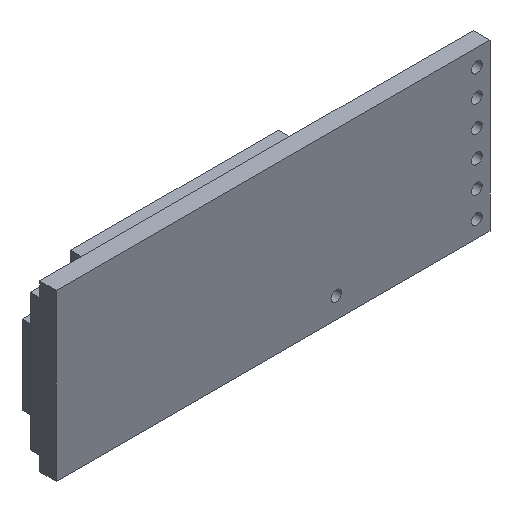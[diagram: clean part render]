
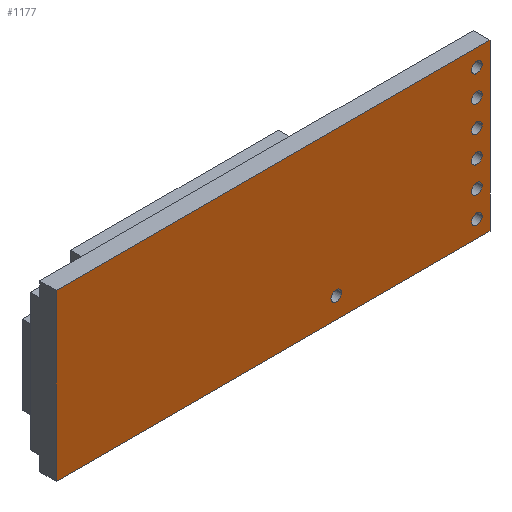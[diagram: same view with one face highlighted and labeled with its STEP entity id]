
A CAD part, isometric view. The second image highlights one B-rep face of the part: STEP entity #1177.
In plain terms, the highlighted planar face has unit normal (0, -1, 0).
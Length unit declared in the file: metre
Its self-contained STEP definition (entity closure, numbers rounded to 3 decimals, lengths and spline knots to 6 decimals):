
#188=DIRECTION('',(0.,0.,-1.));
#189=VECTOR('',#188,15.9808);
#190=CARTESIAN_POINT('',(-20.94445,-1.6256,7.9904));
#191=LINE('',#190,#189);
#192=DIRECTION('',(-1.,0.,0.));
#193=VECTOR('',#192,41.8889);
#194=CARTESIAN_POINT('',(20.94445,-1.6256,7.9904));
#195=LINE('',#194,#193);
#196=DIRECTION('',(0.,0.,1.));
#197=VECTOR('',#196,15.9808);
#198=CARTESIAN_POINT('',(20.94445,-1.6256,-7.9904));
#199=LINE('',#198,#197);
#200=DIRECTION('',(1.,0.,0.));
#201=VECTOR('',#200,41.8889);
#202=CARTESIAN_POINT('',(-20.94445,-1.6256,-7.9904));
#203=LINE('',#202,#201);
#204=CARTESIAN_POINT('',(19.6744,-1.6256,-6.3393));
#205=DIRECTION('',(0.,1.,0.));
#206=DIRECTION('',(1.,0.,0.));
#207=AXIS2_PLACEMENT_3D('',#204,#205,#206);
#209=CARTESIAN_POINT('',(19.6744,-1.6256,-6.3393));
#210=DIRECTION('',(0.,1.,0.));
#211=DIRECTION('',(-1.,0.,0.));
#212=AXIS2_PLACEMENT_3D('',#209,#210,#211);
#214=CARTESIAN_POINT('',(19.6744,-1.6256,-3.7993));
#215=DIRECTION('',(0.,1.,0.));
#216=DIRECTION('',(1.,0.,0.));
#217=AXIS2_PLACEMENT_3D('',#214,#215,#216);
#219=CARTESIAN_POINT('',(19.6744,-1.6256,-3.7993));
#220=DIRECTION('',(0.,1.,0.));
#221=DIRECTION('',(-1.,0.,0.));
#222=AXIS2_PLACEMENT_3D('',#219,#220,#221);
#224=CARTESIAN_POINT('',(19.6744,-1.6256,-1.2593));
#225=DIRECTION('',(0.,1.,0.));
#226=DIRECTION('',(1.,0.,0.));
#227=AXIS2_PLACEMENT_3D('',#224,#225,#226);
#229=CARTESIAN_POINT('',(19.6744,-1.6256,-1.2593));
#230=DIRECTION('',(0.,1.,0.));
#231=DIRECTION('',(-1.,0.,0.));
#232=AXIS2_PLACEMENT_3D('',#229,#230,#231);
#234=CARTESIAN_POINT('',(19.6744,-1.6256,1.2807));
#235=DIRECTION('',(0.,1.,0.));
#236=DIRECTION('',(1.,0.,0.));
#237=AXIS2_PLACEMENT_3D('',#234,#235,#236);
#239=CARTESIAN_POINT('',(19.6744,-1.6256,1.2807));
#240=DIRECTION('',(0.,1.,0.));
#241=DIRECTION('',(-1.,0.,0.));
#242=AXIS2_PLACEMENT_3D('',#239,#240,#241);
#244=CARTESIAN_POINT('',(19.6744,-1.6256,3.8207));
#245=DIRECTION('',(0.,1.,0.));
#246=DIRECTION('',(1.,0.,0.));
#247=AXIS2_PLACEMENT_3D('',#244,#245,#246);
#249=CARTESIAN_POINT('',(19.6744,-1.6256,3.8207));
#250=DIRECTION('',(0.,1.,0.));
#251=DIRECTION('',(-1.,0.,0.));
#252=AXIS2_PLACEMENT_3D('',#249,#250,#251);
#254=CARTESIAN_POINT('',(19.6744,-1.6256,6.3607));
#255=DIRECTION('',(0.,1.,0.));
#256=DIRECTION('',(1.,0.,0.));
#257=AXIS2_PLACEMENT_3D('',#254,#255,#256);
#259=CARTESIAN_POINT('',(19.6744,-1.6256,6.3607));
#260=DIRECTION('',(0.,1.,0.));
#261=DIRECTION('',(-1.,0.,0.));
#262=AXIS2_PLACEMENT_3D('',#259,#260,#261);
#264=CARTESIAN_POINT('',(6.0854,-1.6256,-5.9583));
#265=DIRECTION('',(0.,1.,0.));
#266=DIRECTION('',(1.,0.,0.));
#267=AXIS2_PLACEMENT_3D('',#264,#265,#266);
#269=CARTESIAN_POINT('',(6.0854,-1.6256,-5.9583));
#270=DIRECTION('',(0.,1.,0.));
#271=DIRECTION('',(-1.,0.,0.));
#272=AXIS2_PLACEMENT_3D('',#269,#270,#271);
#738=CARTESIAN_POINT('',(-20.94445,-1.6256,7.9904));
#739=CARTESIAN_POINT('',(-20.94445,-1.6256,-7.9904));
#740=VERTEX_POINT('',#738);
#741=VERTEX_POINT('',#739);
#742=CARTESIAN_POINT('',(20.94445,-1.6256,7.9904));
#743=VERTEX_POINT('',#742);
#744=CARTESIAN_POINT('',(20.94445,-1.6256,-7.9904));
#745=VERTEX_POINT('',#744);
#746=CARTESIAN_POINT('',(20.18235,-1.6256,-6.3393));
#747=CARTESIAN_POINT('',(19.16645,-1.6256,-6.3393));
#748=VERTEX_POINT('',#746);
#749=VERTEX_POINT('',#747);
#802=CARTESIAN_POINT('',(20.18235,-1.6256,-3.7993));
#803=CARTESIAN_POINT('',(19.16645,-1.6256,-3.7993));
#804=VERTEX_POINT('',#802);
#805=VERTEX_POINT('',#803);
#810=CARTESIAN_POINT('',(20.18235,-1.6256,-1.2593));
#811=CARTESIAN_POINT('',(19.16645,-1.6256,-1.2593));
#812=VERTEX_POINT('',#810);
#813=VERTEX_POINT('',#811);
#818=CARTESIAN_POINT('',(20.18235,-1.6256,1.2807));
#819=CARTESIAN_POINT('',(19.16645,-1.6256,1.2807));
#820=VERTEX_POINT('',#818);
#821=VERTEX_POINT('',#819);
#826=CARTESIAN_POINT('',(20.18235,-1.6256,3.8207));
#827=CARTESIAN_POINT('',(19.16645,-1.6256,3.8207));
#828=VERTEX_POINT('',#826);
#829=VERTEX_POINT('',#827);
#834=CARTESIAN_POINT('',(20.18235,-1.6256,6.3607));
#835=CARTESIAN_POINT('',(19.16645,-1.6256,6.3607));
#836=VERTEX_POINT('',#834);
#837=VERTEX_POINT('',#835);
#842=CARTESIAN_POINT('',(6.59335,-1.6256,-5.9583));
#843=CARTESIAN_POINT('',(5.57745,-1.6256,-5.9583));
#844=VERTEX_POINT('',#842);
#845=VERTEX_POINT('',#843);
#1122=CARTESIAN_POINT('',(0.,-1.6256,0.));
#1123=DIRECTION('',(0.,1.,0.));
#1124=DIRECTION('',(1.,0.,0.));
#1125=AXIS2_PLACEMENT_3D('',#1122,#1123,#1124);
#1126=PLANE('',#1125);
#1128=ORIENTED_EDGE('',*,*,#1127,.F.);
#1130=ORIENTED_EDGE('',*,*,#1129,.F.);
#1132=ORIENTED_EDGE('',*,*,#1131,.F.);
#1134=ORIENTED_EDGE('',*,*,#1133,.F.);
#1135=EDGE_LOOP('',(#1128,#1130,#1132,#1134));
#1136=FACE_OUTER_BOUND('',#1135,.F.);
#1137=ORIENTED_EDGE('',*,*,#1102,.F.);
#1138=ORIENTED_EDGE('',*,*,#1116,.F.);
#1139=EDGE_LOOP('',(#1137,#1138));
#1140=FACE_BOUND('',#1139,.F.);
#1142=ORIENTED_EDGE('',*,*,#1141,.F.);
#1144=ORIENTED_EDGE('',*,*,#1143,.F.);
#1145=EDGE_LOOP('',(#1142,#1144));
#1146=FACE_BOUND('',#1145,.F.);
#1148=ORIENTED_EDGE('',*,*,#1147,.F.);
#1150=ORIENTED_EDGE('',*,*,#1149,.F.);
#1151=EDGE_LOOP('',(#1148,#1150));
#1152=FACE_BOUND('',#1151,.F.);
#1154=ORIENTED_EDGE('',*,*,#1153,.F.);
#1156=ORIENTED_EDGE('',*,*,#1155,.F.);
#1157=EDGE_LOOP('',(#1154,#1156));
#1158=FACE_BOUND('',#1157,.F.);
#1160=ORIENTED_EDGE('',*,*,#1159,.F.);
#1162=ORIENTED_EDGE('',*,*,#1161,.F.);
#1163=EDGE_LOOP('',(#1160,#1162));
#1164=FACE_BOUND('',#1163,.F.);
#1166=ORIENTED_EDGE('',*,*,#1165,.F.);
#1168=ORIENTED_EDGE('',*,*,#1167,.F.);
#1169=EDGE_LOOP('',(#1166,#1168));
#1170=FACE_BOUND('',#1169,.F.);
#1172=ORIENTED_EDGE('',*,*,#1171,.F.);
#1174=ORIENTED_EDGE('',*,*,#1173,.F.);
#1175=EDGE_LOOP('',(#1172,#1174));
#1176=FACE_BOUND('',#1175,.F.);
#1177=ADVANCED_FACE('',(#1136,#1140,#1146,#1152,#1158,#1164,#1170,#1176),#1126,
.F.);
#208=CIRCLE('',#207,0.50795);
#213=CIRCLE('',#212,0.50795);
#218=CIRCLE('',#217,0.50795);
#223=CIRCLE('',#222,0.50795);
#228=CIRCLE('',#227,0.50795);
#233=CIRCLE('',#232,0.50795);
#238=CIRCLE('',#237,0.50795);
#243=CIRCLE('',#242,0.50795);
#248=CIRCLE('',#247,0.50795);
#253=CIRCLE('',#252,0.50795);
#258=CIRCLE('',#257,0.50795);
#263=CIRCLE('',#262,0.50795);
#268=CIRCLE('',#267,0.50795);
#273=CIRCLE('',#272,0.50795);
#1102=EDGE_CURVE('',#748,#749,#208,.T.);
#1116=EDGE_CURVE('',#749,#748,#213,.T.);
#1127=EDGE_CURVE('',#740,#741,#191,.T.);
#1129=EDGE_CURVE('',#743,#740,#195,.T.);
#1131=EDGE_CURVE('',#745,#743,#199,.T.);
#1133=EDGE_CURVE('',#741,#745,#203,.T.);
#1141=EDGE_CURVE('',#804,#805,#218,.T.);
#1143=EDGE_CURVE('',#805,#804,#223,.T.);
#1147=EDGE_CURVE('',#812,#813,#228,.T.);
#1149=EDGE_CURVE('',#813,#812,#233,.T.);
#1153=EDGE_CURVE('',#820,#821,#238,.T.);
#1155=EDGE_CURVE('',#821,#820,#243,.T.);
#1159=EDGE_CURVE('',#828,#829,#248,.T.);
#1161=EDGE_CURVE('',#829,#828,#253,.T.);
#1165=EDGE_CURVE('',#836,#837,#258,.T.);
#1167=EDGE_CURVE('',#837,#836,#263,.T.);
#1171=EDGE_CURVE('',#844,#845,#268,.T.);
#1173=EDGE_CURVE('',#845,#844,#273,.T.);
